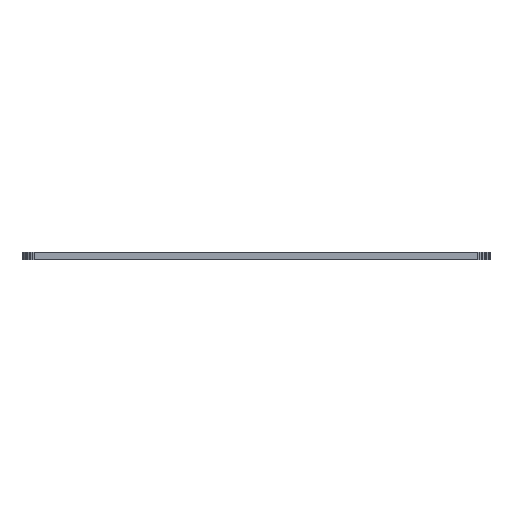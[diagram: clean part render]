
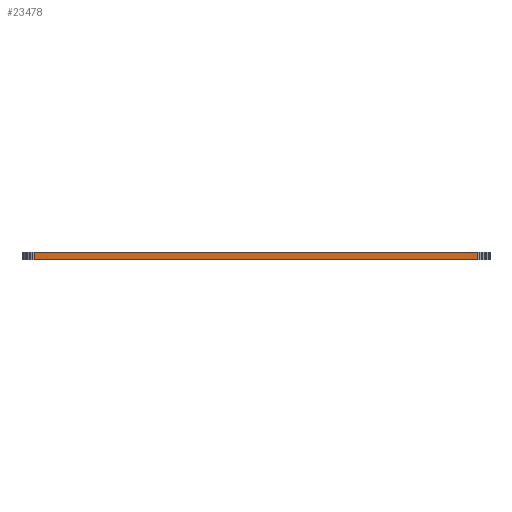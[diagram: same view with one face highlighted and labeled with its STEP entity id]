
A CAD part, left-side view. The second image highlights one B-rep face of the part: STEP entity #23478.
In plain terms, the highlighted planar face has unit normal (-1, 0, 0).
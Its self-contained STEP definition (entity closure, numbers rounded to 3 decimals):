
#90 = PLANE('',#91);
#91 = AXIS2_PLACEMENT_3D('',#92,#93,#94);
#92 = CARTESIAN_POINT('',(116.681,-16.525,1.18));
#93 = DIRECTION('',(-0.,-0.,-1.));
#94 = DIRECTION('',(-1.,0.,0.));
#144 = PLANE('',#145);
#145 = AXIS2_PLACEMENT_3D('',#146,#147,#148);
#146 = CARTESIAN_POINT('',(116.681,-16.525,0.));
#147 = DIRECTION('',(-0.,-0.,-1.));
#148 = DIRECTION('',(-1.,0.,0.));
#1177 = VERTEX_POINT('',#1178);
#1178 = CARTESIAN_POINT('',(-11.906,-52.625,0.));
#1192 = PLANE('',#1193);
#1193 = AXIS2_PLACEMENT_3D('',#1194,#1195,#1196);
#1194 = CARTESIAN_POINT('',(-11.886,-52.909,0.));
#1195 = DIRECTION('',(-0.997,-0.071,0.));
#1196 = DIRECTION('',(-0.071,0.997,0.));
#1204 = EDGE_CURVE('',#1177,#1205,#1207,.T.);
#1205 = VERTEX_POINT('',#1206);
#1206 = CARTESIAN_POINT('',(-11.906,19.576,0.));
#1207 = SURFACE_CURVE('',#1208,(#1212,#1219),.PCURVE_S1.);
#1208 = LINE('',#1209,#1210);
#1209 = CARTESIAN_POINT('',(-11.906,-52.625,0.));
#1210 = VECTOR('',#1211,1.);
#1211 = DIRECTION('',(0.,1.,0.));
#1212 = PCURVE('',#144,#1213);
#1213 = DEFINITIONAL_REPRESENTATION('',(#1214),#1218);
#1214 = LINE('',#1215,#1216);
#1215 = CARTESIAN_POINT('',(128.588,-36.1));
#1216 = VECTOR('',#1217,1.);
#1217 = DIRECTION('',(0.,1.));
#1218 = ( GEOMETRIC_REPRESENTATION_CONTEXT(2) 
PARAMETRIC_REPRESENTATION_CONTEXT() REPRESENTATION_CONTEXT('2D SPACE',''
  ) );
#1219 = PCURVE('',#1220,#1225);
#1220 = PLANE('',#1221);
#1221 = AXIS2_PLACEMENT_3D('',#1222,#1223,#1224);
#1222 = CARTESIAN_POINT('',(-11.906,-52.625,0.));
#1223 = DIRECTION('',(-1.,0.,0.));
#1224 = DIRECTION('',(0.,1.,0.));
#1225 = DEFINITIONAL_REPRESENTATION('',(#1226),#1230);
#1226 = LINE('',#1227,#1228);
#1227 = CARTESIAN_POINT('',(0.,0.));
#1228 = VECTOR('',#1229,1.);
#1229 = DIRECTION('',(1.,0.));
#1230 = ( GEOMETRIC_REPRESENTATION_CONTEXT(2) 
PARAMETRIC_REPRESENTATION_CONTEXT() REPRESENTATION_CONTEXT('2D SPACE',''
  ) );
#1248 = PLANE('',#1249);
#1249 = AXIS2_PLACEMENT_3D('',#1250,#1251,#1252);
#1250 = CARTESIAN_POINT('',(-11.906,19.576,0.));
#1251 = DIRECTION('',(-0.997,0.071,0.));
#1252 = DIRECTION('',(0.071,0.997,0.));
#13361 = VERTEX_POINT('',#13362);
#13362 = CARTESIAN_POINT('',(-11.906,-52.625,1.18));
#13383 = EDGE_CURVE('',#13361,#13384,#13386,.T.);
#13384 = VERTEX_POINT('',#13385);
#13385 = CARTESIAN_POINT('',(-11.906,19.576,1.18));
#13386 = SURFACE_CURVE('',#13387,(#13391,#13398),.PCURVE_S1.);
#13387 = LINE('',#13388,#13389);
#13388 = CARTESIAN_POINT('',(-11.906,-52.625,1.18));
#13389 = VECTOR('',#13390,1.);
#13390 = DIRECTION('',(0.,1.,0.));
#13391 = PCURVE('',#90,#13392);
#13392 = DEFINITIONAL_REPRESENTATION('',(#13393),#13397);
#13393 = LINE('',#13394,#13395);
#13394 = CARTESIAN_POINT('',(128.588,-36.1));
#13395 = VECTOR('',#13396,1.);
#13396 = DIRECTION('',(0.,1.));
#13397 = ( GEOMETRIC_REPRESENTATION_CONTEXT(2) 
PARAMETRIC_REPRESENTATION_CONTEXT() REPRESENTATION_CONTEXT('2D SPACE',''
  ) );
#13398 = PCURVE('',#1220,#13399);
#13399 = DEFINITIONAL_REPRESENTATION('',(#13400),#13404);
#13400 = LINE('',#13401,#13402);
#13401 = CARTESIAN_POINT('',(0.,-1.18));
#13402 = VECTOR('',#13403,1.);
#13403 = DIRECTION('',(1.,0.));
#13404 = ( GEOMETRIC_REPRESENTATION_CONTEXT(2) 
PARAMETRIC_REPRESENTATION_CONTEXT() REPRESENTATION_CONTEXT('2D SPACE',''
  ) );
#23428 = EDGE_CURVE('',#1205,#13384,#23429,.T.);
#23429 = SURFACE_CURVE('',#23430,(#23434,#23441),.PCURVE_S1.);
#23430 = LINE('',#23431,#23432);
#23431 = CARTESIAN_POINT('',(-11.906,19.576,0.));
#23432 = VECTOR('',#23433,1.);
#23433 = DIRECTION('',(0.,0.,1.));
#23434 = PCURVE('',#1248,#23435);
#23435 = DEFINITIONAL_REPRESENTATION('',(#23436),#23440);
#23436 = LINE('',#23437,#23438);
#23437 = CARTESIAN_POINT('',(0.,0.));
#23438 = VECTOR('',#23439,1.);
#23439 = DIRECTION('',(0.,-1.));
#23440 = ( GEOMETRIC_REPRESENTATION_CONTEXT(2) 
PARAMETRIC_REPRESENTATION_CONTEXT() REPRESENTATION_CONTEXT('2D SPACE',''
  ) );
#23441 = PCURVE('',#1220,#23442);
#23442 = DEFINITIONAL_REPRESENTATION('',(#23443),#23447);
#23443 = LINE('',#23444,#23445);
#23444 = CARTESIAN_POINT('',(72.2,0.));
#23445 = VECTOR('',#23446,1.);
#23446 = DIRECTION('',(0.,-1.));
#23447 = ( GEOMETRIC_REPRESENTATION_CONTEXT(2) 
PARAMETRIC_REPRESENTATION_CONTEXT() REPRESENTATION_CONTEXT('2D SPACE',''
  ) );
#23478 = ADVANCED_FACE('',(#23479),#1220,.T.);
#23479 = FACE_BOUND('',#23480,.T.);
#23480 = EDGE_LOOP('',(#23481,#23502,#23503,#23504));
#23481 = ORIENTED_EDGE('',*,*,#23482,.T.);
#23482 = EDGE_CURVE('',#1177,#13361,#23483,.T.);
#23483 = SURFACE_CURVE('',#23484,(#23488,#23495),.PCURVE_S1.);
#23484 = LINE('',#23485,#23486);
#23485 = CARTESIAN_POINT('',(-11.906,-52.625,0.));
#23486 = VECTOR('',#23487,1.);
#23487 = DIRECTION('',(0.,0.,1.));
#23488 = PCURVE('',#1220,#23489);
#23489 = DEFINITIONAL_REPRESENTATION('',(#23490),#23494);
#23490 = LINE('',#23491,#23492);
#23491 = CARTESIAN_POINT('',(0.,0.));
#23492 = VECTOR('',#23493,1.);
#23493 = DIRECTION('',(0.,-1.));
#23494 = ( GEOMETRIC_REPRESENTATION_CONTEXT(2) 
PARAMETRIC_REPRESENTATION_CONTEXT() REPRESENTATION_CONTEXT('2D SPACE',''
  ) );
#23495 = PCURVE('',#1192,#23496);
#23496 = DEFINITIONAL_REPRESENTATION('',(#23497),#23501);
#23497 = LINE('',#23498,#23499);
#23498 = CARTESIAN_POINT('',(0.285,0.));
#23499 = VECTOR('',#23500,1.);
#23500 = DIRECTION('',(0.,-1.));
#23501 = ( GEOMETRIC_REPRESENTATION_CONTEXT(2) 
PARAMETRIC_REPRESENTATION_CONTEXT() REPRESENTATION_CONTEXT('2D SPACE',''
  ) );
#23502 = ORIENTED_EDGE('',*,*,#13383,.T.);
#23503 = ORIENTED_EDGE('',*,*,#23428,.F.);
#23504 = ORIENTED_EDGE('',*,*,#1204,.F.);
